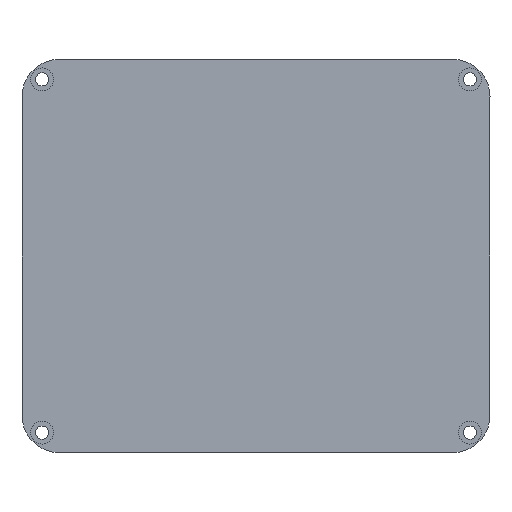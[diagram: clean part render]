
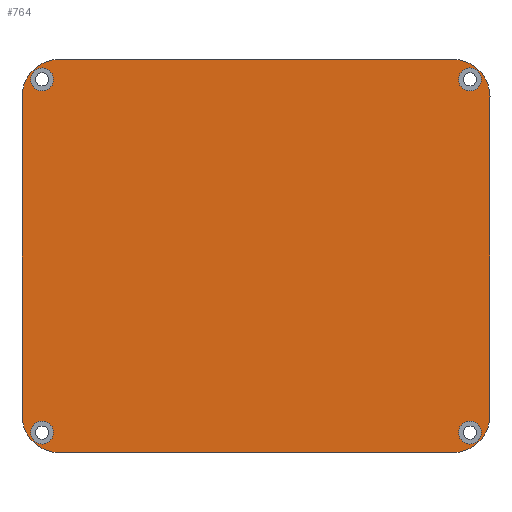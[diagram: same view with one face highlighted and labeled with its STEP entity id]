
A CAD part, front view. The second image highlights one B-rep face of the part: STEP entity #764.
In plain terms, the highlighted planar face has unit normal (0, -1, 0).
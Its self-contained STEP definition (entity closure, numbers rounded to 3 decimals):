
#36=FACE_BOUND('',#190,.T.);
#37=FACE_BOUND('',#191,.T.);
#38=FACE_BOUND('',#192,.T.);
#39=FACE_BOUND('',#193,.T.);
#66=PLANE('',#877);
#117=FACE_OUTER_BOUND('',#189,.T.);
#189=EDGE_LOOP('',(#678,#679,#680,#681,#682,#683,#684,#685));
#190=EDGE_LOOP('',(#686));
#191=EDGE_LOOP('',(#687));
#192=EDGE_LOOP('',(#688));
#193=EDGE_LOOP('',(#689));
#231=LINE('',#1308,#279);
#234=LINE('',#1316,#282);
#237=LINE('',#1324,#285);
#240=LINE('',#1332,#288);
#279=VECTOR('',#1089,10.);
#282=VECTOR('',#1098,10.);
#285=VECTOR('',#1107,10.);
#288=VECTOR('',#1116,10.);
#290=CIRCLE('',#780,2.);
#293=CIRCLE('',#785,2.);
#296=CIRCLE('',#790,2.);
#299=CIRCLE('',#795,2.);
#334=CIRCLE('',#866,6.5);
#335=CIRCLE('',#869,6.5);
#336=CIRCLE('',#872,6.5);
#337=CIRCLE('',#875,6.5);
#338=VERTEX_POINT('',#1128);
#341=VERTEX_POINT('',#1137);
#344=VERTEX_POINT('',#1146);
#347=VERTEX_POINT('',#1155);
#394=VERTEX_POINT('',#1305);
#395=VERTEX_POINT('',#1307);
#396=VERTEX_POINT('',#1311);
#397=VERTEX_POINT('',#1315);
#398=VERTEX_POINT('',#1319);
#399=VERTEX_POINT('',#1323);
#400=VERTEX_POINT('',#1327);
#401=VERTEX_POINT('',#1331);
#402=EDGE_CURVE('',#338,#338,#290,.T.);
#406=EDGE_CURVE('',#341,#341,#293,.T.);
#410=EDGE_CURVE('',#344,#344,#296,.T.);
#414=EDGE_CURVE('',#347,#347,#299,.T.);
#483=EDGE_CURVE('',#395,#394,#231,.T.);
#485=EDGE_CURVE('',#396,#395,#334,.T.);
#487=EDGE_CURVE('',#397,#396,#234,.T.);
#489=EDGE_CURVE('',#398,#397,#335,.T.);
#491=EDGE_CURVE('',#399,#398,#237,.T.);
#493=EDGE_CURVE('',#400,#399,#336,.T.);
#495=EDGE_CURVE('',#401,#400,#240,.T.);
#497=EDGE_CURVE('',#394,#401,#337,.T.);
#678=ORIENTED_EDGE('',*,*,#497,.T.);
#679=ORIENTED_EDGE('',*,*,#495,.T.);
#680=ORIENTED_EDGE('',*,*,#493,.T.);
#681=ORIENTED_EDGE('',*,*,#491,.T.);
#682=ORIENTED_EDGE('',*,*,#489,.T.);
#683=ORIENTED_EDGE('',*,*,#487,.T.);
#684=ORIENTED_EDGE('',*,*,#485,.T.);
#685=ORIENTED_EDGE('',*,*,#483,.T.);
#686=ORIENTED_EDGE('',*,*,#402,.T.);
#687=ORIENTED_EDGE('',*,*,#406,.T.);
#688=ORIENTED_EDGE('',*,*,#410,.T.);
#689=ORIENTED_EDGE('',*,*,#414,.T.);
#764=ADVANCED_FACE('',(#117,#36,#37,#38,#39),#66,.F.);
#780=AXIS2_PLACEMENT_3D('',#1129,#882,#883);
#785=AXIS2_PLACEMENT_3D('',#1138,#893,#894);
#790=AXIS2_PLACEMENT_3D('',#1147,#904,#905);
#795=AXIS2_PLACEMENT_3D('',#1156,#915,#916);
#866=AXIS2_PLACEMENT_3D('',#1312,#1093,#1094);
#869=AXIS2_PLACEMENT_3D('',#1320,#1102,#1103);
#872=AXIS2_PLACEMENT_3D('',#1328,#1111,#1112);
#875=AXIS2_PLACEMENT_3D('',#1335,#1120,#1121);
#877=AXIS2_PLACEMENT_3D('',#1337,#1124,#1125);
#882=DIRECTION('center_axis',(0.,1.,0.));
#883=DIRECTION('ref_axis',(1.,0.,0.));
#893=DIRECTION('center_axis',(0.,1.,0.));
#894=DIRECTION('ref_axis',(1.,0.,0.));
#904=DIRECTION('center_axis',(0.,1.,0.));
#905=DIRECTION('ref_axis',(1.,0.,0.));
#915=DIRECTION('center_axis',(0.,1.,0.));
#916=DIRECTION('ref_axis',(1.,0.,0.));
#1089=DIRECTION('',(1.,0.,0.));
#1093=DIRECTION('center_axis',(0.,-1.,0.));
#1094=DIRECTION('ref_axis',(0.,0.,-1.));
#1098=DIRECTION('',(0.,0.,-1.));
#1102=DIRECTION('center_axis',(0.,-1.,0.));
#1103=DIRECTION('ref_axis',(-1.,0.,0.));
#1107=DIRECTION('',(-1.,0.,0.));
#1111=DIRECTION('center_axis',(0.,-1.,0.));
#1112=DIRECTION('ref_axis',(0.,0.,1.));
#1116=DIRECTION('',(0.,0.,1.));
#1120=DIRECTION('center_axis',(0.,-1.,0.));
#1121=DIRECTION('ref_axis',(1.,0.,0.));
#1124=DIRECTION('center_axis',(0.,1.,0.));
#1125=DIRECTION('ref_axis',(1.,0.,0.));
#1128=CARTESIAN_POINT('',(-39.255,-2.5,-30.755));
#1129=CARTESIAN_POINT('Origin',(-37.255,-2.5,-30.755));
#1137=CARTESIAN_POINT('',(35.255,-2.5,-30.755));
#1138=CARTESIAN_POINT('Origin',(37.255,-2.5,-30.755));
#1146=CARTESIAN_POINT('',(-39.255,-2.5,30.755));
#1147=CARTESIAN_POINT('Origin',(-37.255,-2.5,30.755));
#1155=CARTESIAN_POINT('',(35.255,-2.5,30.755));
#1156=CARTESIAN_POINT('Origin',(37.255,-2.5,30.755));
#1305=CARTESIAN_POINT('',(34.25,-2.5,-34.25));
#1307=CARTESIAN_POINT('',(-34.25,-2.5,-34.25));
#1308=CARTESIAN_POINT('',(34.25,-2.5,-34.25));
#1311=CARTESIAN_POINT('',(-40.75,-2.5,-27.75));
#1312=CARTESIAN_POINT('Origin',(-34.25,-2.5,-27.75));
#1315=CARTESIAN_POINT('',(-40.75,-2.5,27.75));
#1316=CARTESIAN_POINT('',(-40.75,-2.5,-27.75));
#1319=CARTESIAN_POINT('',(-34.25,-2.5,34.25));
#1320=CARTESIAN_POINT('Origin',(-34.25,-2.5,27.75));
#1323=CARTESIAN_POINT('',(34.25,-2.5,34.25));
#1324=CARTESIAN_POINT('',(-34.25,-2.5,34.25));
#1327=CARTESIAN_POINT('',(40.75,-2.5,27.75));
#1328=CARTESIAN_POINT('Origin',(34.25,-2.5,27.75));
#1331=CARTESIAN_POINT('',(40.75,-2.5,-27.75));
#1332=CARTESIAN_POINT('',(40.75,-2.5,27.75));
#1335=CARTESIAN_POINT('Origin',(34.25,-2.5,-27.75));
#1337=CARTESIAN_POINT('Origin',(0.,-2.5,0.));
